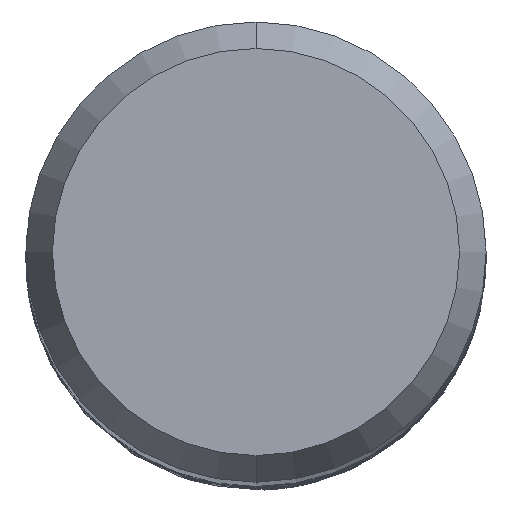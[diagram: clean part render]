
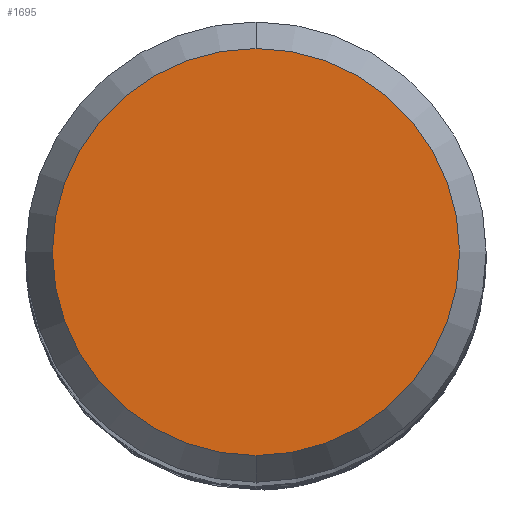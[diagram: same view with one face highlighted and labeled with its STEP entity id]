
A CAD part, top view. The second image highlights one B-rep face of the part: STEP entity #1695.
In plain terms, the highlighted planar face has unit normal (0, 0, 1).
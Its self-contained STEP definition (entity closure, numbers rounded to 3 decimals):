
#737=VERTEX_POINT('',#1976);
#777=EDGE_CURVE('',#869,#737,#2022,.T.);
#869=VERTEX_POINT('',#2125);
#1573=EDGE_CURVE('',#737,#869,#2900,.T.);
#1695=ADVANCED_FACE('',(#3032),#3033,.T.);
#1976=CARTESIAN_POINT('',(0.0,3.538,0.0));
#2022=CIRCLE('',#4505,3.538);
#2125=CARTESIAN_POINT('',(0.,-3.538,0.0));
#2900=CIRCLE('',#16062,3.538);
#3032=FACE_OUTER_BOUND('',#16780,.T.);
#3033=PLANE('',#16781);
#4505=AXIS2_PLACEMENT_3D('',#18245,#18246,#18247);
#16062=AXIS2_PLACEMENT_3D('',#19168,#19169,#19170);
#16780=EDGE_LOOP('',(#19291,#19292));
#16781=AXIS2_PLACEMENT_3D('',#19293,#19294,#19295);
#18245=CARTESIAN_POINT('',(0.0,0.0,0.0));
#18246=DIRECTION('',(0.0,0.0,-1.0));
#18247=DIRECTION('',(0.0,1.0,0.0));
#19168=CARTESIAN_POINT('',(0.0,0.0,0.0));
#19169=DIRECTION('',(0.0,0.0,-1.0));
#19170=DIRECTION('',(0.0,1.0,0.0));
#19291=ORIENTED_EDGE('',*,*,#1573,.F.);
#19292=ORIENTED_EDGE('',*,*,#777,.F.);
#19293=CARTESIAN_POINT('',(0.0,1.769,0.0));
#19294=DIRECTION('',(-0.0,0.0,1.0));
#19295=DIRECTION('',(0.0,-1.0,0.0));
